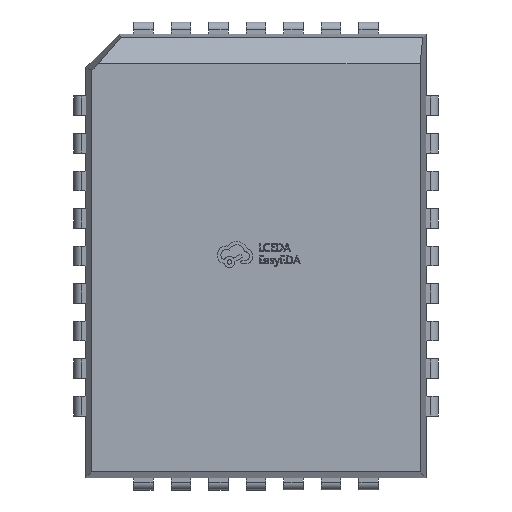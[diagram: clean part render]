
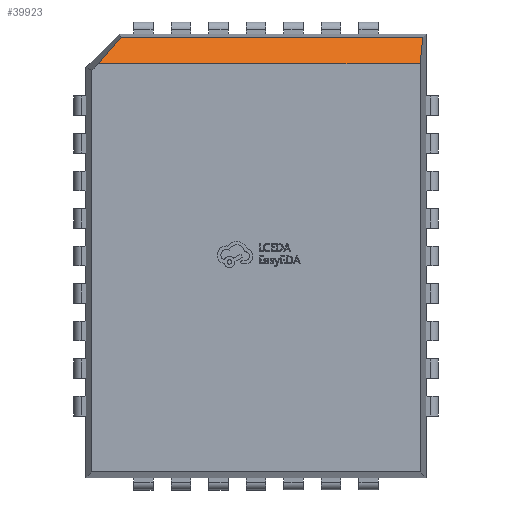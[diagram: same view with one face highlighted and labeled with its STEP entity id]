
A CAD part, top view. The second image highlights one B-rep face of the part: STEP entity #39923.
In plain terms, the highlighted planar face has unit normal (0, 0.557, 0.83).
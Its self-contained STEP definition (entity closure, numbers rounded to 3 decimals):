
#375 = EDGE_CURVE ( 'NONE', #23548, #29029, #42512, .T. ) ;
#793 = EDGE_LOOP ( 'NONE', ( #37421, #38838, #10172, #7200 ) ) ;
#836 = DIRECTION ( 'NONE',  ( -1., 0., 0. ) ) ;
#1723 = EDGE_CURVE ( 'NONE', #29029, #40540, #19040, .T. ) ;
#2157 = AXIS2_PLACEMENT_3D ( 'NONE', #2804, #32929, #12839 ) ;
#2804 = CARTESIAN_POINT ( 'NONE',  ( 0., 6.5, 2.794 ) ) ;
#4161 = CARTESIAN_POINT ( 'NONE',  ( 5.55, 7.385, 2.2 ) ) ;
#5642 = CARTESIAN_POINT ( 'NONE',  ( -5.757, 6.002, 3.128 ) ) ;
#6075 = DIRECTION ( 'NONE',  ( 0.583, 0.675, -0.453 ) ) ;
#7196 = DIRECTION ( 'NONE',  ( -0.08, -0.828, 0.555 ) ) ;
#7200 = ORIENTED_EDGE ( 'NONE', *, *, #375, .F. ) ;
#10172 = ORIENTED_EDGE ( 'NONE', *, *, #1723, .F. ) ;
#12839 = DIRECTION ( 'NONE',  ( -1., 0., 0. ) ) ;
#13773 = DIRECTION ( 'NONE',  ( 1., 0., 0. ) ) ;
#13875 = LINE ( 'NONE', #30614, #37978 ) ;
#17381 = CARTESIAN_POINT ( 'NONE',  ( 5.635, 7.385, 2.2 ) ) ;
#19040 = LINE ( 'NONE', #5642, #33229 ) ;
#21157 = CARTESIAN_POINT ( 'NONE',  ( 5.55, 6.5, 2.794 ) ) ;
#23548 = VERTEX_POINT ( 'NONE', #21157 ) ;
#25310 = VERTEX_POINT ( 'NONE', #17381 ) ;
#27593 = LINE ( 'NONE', #4161, #37238 ) ;
#28265 = CARTESIAN_POINT ( 'NONE',  ( -4.527, 6.5, 2.794 ) ) ;
#29029 = VERTEX_POINT ( 'NONE', #41526 ) ;
#29414 = CARTESIAN_POINT ( 'NONE',  ( -4.562, 7.385, 2.2 ) ) ;
#29572 = FACE_OUTER_BOUND ( 'NONE', #793, .T. ) ;
#30614 = CARTESIAN_POINT ( 'NONE',  ( 5.122, 2.047, 5.783 ) ) ;
#32929 = DIRECTION ( 'NONE',  ( 0., -0.557, -0.83 ) ) ;
#33229 = VECTOR ( 'NONE', #6075, 1000. ) ;
#34921 = VECTOR ( 'NONE', #836, 1000. ) ;
#37238 = VECTOR ( 'NONE', #13773, 1000. ) ;
#37421 = ORIENTED_EDGE ( 'NONE', *, *, #39055, .F. ) ;
#37978 = VECTOR ( 'NONE', #7196, 1000. ) ;
#38789 = EDGE_CURVE ( 'NONE', #40540, #25310, #27593, .T. ) ;
#38838 = ORIENTED_EDGE ( 'NONE', *, *, #38789, .F. ) ;
#39055 = EDGE_CURVE ( 'NONE', #25310, #23548, #13875, .T. ) ;
#39923 = ADVANCED_FACE ( 'NONE', ( #29572 ), #43371, .F. ) ;
#40540 = VERTEX_POINT ( 'NONE', #29414 ) ;
#41526 = CARTESIAN_POINT ( 'NONE',  ( -5.327, 6.5, 2.794 ) ) ;
#42512 = LINE ( 'NONE', #28265, #34921 ) ;
#43371 = PLANE ( 'NONE',  #2157 ) ;
